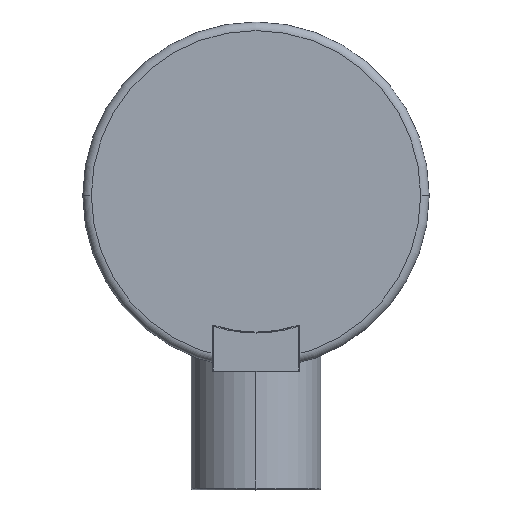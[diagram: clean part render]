
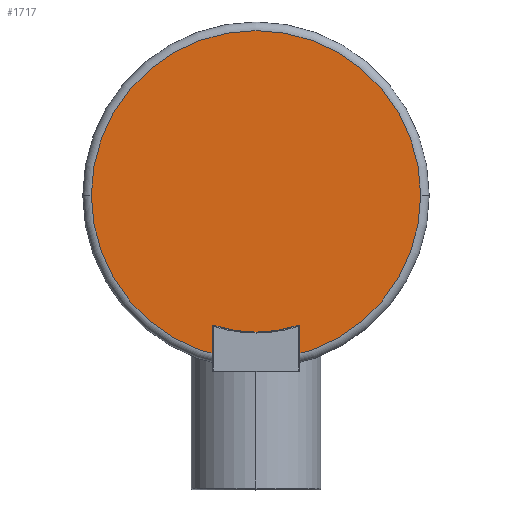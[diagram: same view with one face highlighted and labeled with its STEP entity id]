
A CAD part, top view. The second image highlights one B-rep face of the part: STEP entity #1717.
In plain terms, the highlighted planar face has unit normal (0, 0, 1).
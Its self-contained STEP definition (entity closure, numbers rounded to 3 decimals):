
#61 = EDGE_LOOP ( 'NONE', ( #570, #592 ) ) ;
#62 = EDGE_LOOP ( 'NONE', ( #538, #595 ) ) ;
#538 = ORIENTED_EDGE ( 'NONE', *, *, #1456, .T. ) ;
#568 = VERTEX_POINT ( 'NONE', #2212 ) ;
#569 = VERTEX_POINT ( 'NONE', #2202 ) ;
#570 = ORIENTED_EDGE ( 'NONE', *, *, #1457, .F. ) ;
#575 = VERTEX_POINT ( 'NONE', #2217 ) ;
#592 = ORIENTED_EDGE ( 'NONE', *, *, #1447, .F. ) ;
#594 = VERTEX_POINT ( 'NONE', #2232 ) ;
#595 = ORIENTED_EDGE ( 'NONE', *, *, #1455, .T. ) ;
#1447 = EDGE_CURVE ( 'NONE', #568, #575, #3361, .T. ) ;
#1455 = EDGE_CURVE ( 'NONE', #594, #569, #3390, .T. ) ;
#1456 = EDGE_CURVE ( 'NONE', #569, #594, #3401, .T. ) ;
#1457 = EDGE_CURVE ( 'NONE', #575, #568, #3395, .T. ) ;
#1526 = AXIS2_PLACEMENT_3D ( 'NONE', #2080, #2046, #2035 ) ;
#1545 = AXIS2_PLACEMENT_3D ( 'NONE', #2460, #2461, #2440 ) ;
#1546 = AXIS2_PLACEMENT_3D ( 'NONE', #2086, #2038, #2050 ) ;
#1565 = AXIS2_PLACEMENT_3D ( 'NONE', #2069, #2056, #2076 ) ;
#1717 = ADVANCED_FACE ( 'NONE', ( #3085, #3088 ), #3653, .T. ) ;
#2035 = DIRECTION ( 'NONE',  ( 1., 0., 0. ) ) ;
#2038 = DIRECTION ( 'NONE',  ( 0., 0., 1. ) ) ;
#2046 = DIRECTION ( 'NONE',  ( 0., 0., 1. ) ) ;
#2050 = DIRECTION ( 'NONE',  ( 1., 0., 0. ) ) ;
#2056 = DIRECTION ( 'NONE',  ( 0., 0., 1. ) ) ;
#2069 = CARTESIAN_POINT ( 'NONE',  ( 0., 0., 5.5 ) ) ;
#2076 = DIRECTION ( 'NONE',  ( 1., 0., 0. ) ) ;
#2080 = CARTESIAN_POINT ( 'NONE',  ( 0., 0., 5.5 ) ) ;
#2086 = CARTESIAN_POINT ( 'NONE',  ( 0., 89.961, 5.5 ) ) ;
#2111 = AXIS2_PLACEMENT_3D ( 'NONE', #3625, #3626, #3651 ) ;
#2202 = CARTESIAN_POINT ( 'NONE',  ( 95., 0., 5.5 ) ) ;
#2212 = CARTESIAN_POINT ( 'NONE',  ( -3., 89.961, 5.5 ) ) ;
#2217 = CARTESIAN_POINT ( 'NONE',  ( 3., 89.961, 5.5 ) ) ;
#2232 = CARTESIAN_POINT ( 'NONE',  ( -95., 0., 5.5 ) ) ;
#2440 = DIRECTION ( 'NONE',  ( 1., 0., 0. ) ) ;
#2460 = CARTESIAN_POINT ( 'NONE',  ( 0., 89.961, 5.5 ) ) ;
#2461 = DIRECTION ( 'NONE',  ( 0., 0., 1. ) ) ;
#3085 = FACE_BOUND ( 'NONE', #61, .T. ) ;
#3088 = FACE_OUTER_BOUND ( 'NONE', #62, .T. ) ;
#3361 = CIRCLE ( 'NONE', #1545, 3. ) ;
#3390 = CIRCLE ( 'NONE', #1565, 95. ) ;
#3395 = CIRCLE ( 'NONE', #1546, 3. ) ;
#3401 = CIRCLE ( 'NONE', #1526, 95. ) ;
#3625 = CARTESIAN_POINT ( 'NONE',  ( 0., 0., 5.5 ) ) ;
#3626 = DIRECTION ( 'NONE',  ( 0., 0., 1. ) ) ;
#3651 = DIRECTION ( 'NONE',  ( 1., 0., 0. ) ) ;
#3653 = PLANE ( 'NONE',  #2111 ) ;
